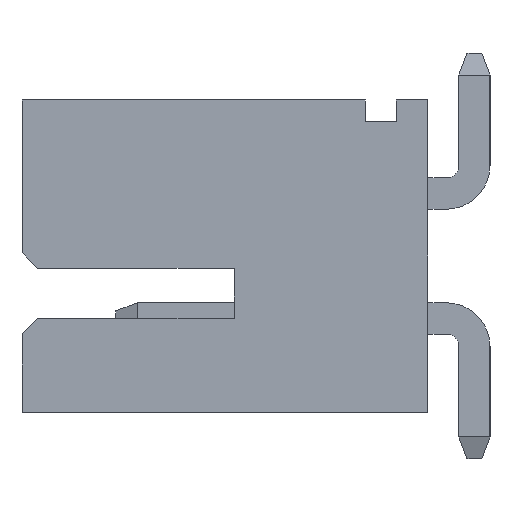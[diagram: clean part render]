
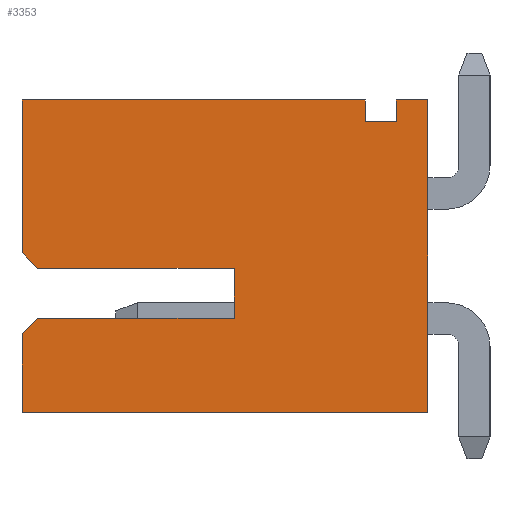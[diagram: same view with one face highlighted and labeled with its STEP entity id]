
A CAD part, left-side view. The second image highlights one B-rep face of the part: STEP entity #3353.
In plain terms, the highlighted planar face has unit normal (-1, 0, 0).
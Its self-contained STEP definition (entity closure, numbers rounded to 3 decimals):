
#355=CARTESIAN_POINT('',(-8.,0.,-5.));
#356=VERTEX_POINT('',#355);
#373=CARTESIAN_POINT('',(-8.,0.,0.));
#374=VERTEX_POINT('',#373);
#381=CARTESIAN_POINT('',(-8.,0.,0.));
#382=DIRECTION('',(0.,0.,-1.));
#383=VECTOR('',#382,5.);
#384=LINE('',#381,#383);
#385=EDGE_CURVE('',#374,#356,#384,.T.);
#1559=CARTESIAN_POINT('',(-8.,6.5,0.));
#1560=VERTEX_POINT('',#1559);
#1567=CARTESIAN_POINT('',(-8.,1.,0.));
#1568=VERTEX_POINT('',#1567);
#1569=CARTESIAN_POINT('',(-8.,6.5,0.));
#1570=DIRECTION('',(0.,-1.,0.));
#1571=VECTOR('',#1570,5.5);
#1572=LINE('',#1569,#1571);
#1573=EDGE_CURVE('',#1560,#1568,#1572,.T.);
#1851=CARTESIAN_POINT('',(-8.,0.5,0.));
#1852=VERTEX_POINT('',#1851);
#1859=CARTESIAN_POINT('',(-8.,0.5,0.));
#1860=DIRECTION('',(0.,-1.,0.));
#1861=VECTOR('',#1860,0.5);
#1862=LINE('',#1859,#1861);
#1863=EDGE_CURVE('',#1852,#374,#1862,.T.);
#2840=CARTESIAN_POINT('',(-8.,6.5,-5.));
#2841=VERTEX_POINT('',#2840);
#2842=CARTESIAN_POINT('',(-8.,0.,-5.));
#2843=DIRECTION('',(0.,1.,0.));
#2844=VECTOR('',#2843,6.5);
#2845=LINE('',#2842,#2844);
#2846=EDGE_CURVE('',#356,#2841,#2845,.T.);
#3119=CARTESIAN_POINT('',(-8.,6.5,-3.75));
#3120=VERTEX_POINT('',#3119);
#3121=CARTESIAN_POINT('',(-8.,6.5,-5.));
#3122=DIRECTION('',(0.,0.,1.));
#3123=VECTOR('',#3122,1.25);
#3124=LINE('',#3121,#3123);
#3125=EDGE_CURVE('',#2841,#3120,#3124,.T.);
#3165=CARTESIAN_POINT('',(-8.,6.5,-2.45));
#3166=VERTEX_POINT('',#3165);
#3173=CARTESIAN_POINT('',(-8.,6.5,-2.45));
#3174=DIRECTION('',(0.,0.,1.));
#3175=VECTOR('',#3174,2.45);
#3176=LINE('',#3173,#3175);
#3177=EDGE_CURVE('',#3166,#1560,#3176,.T.);
#3268=CARTESIAN_POINT('',(-8.,0.5,-0.35));
#3269=VERTEX_POINT('',#3268);
#3276=CARTESIAN_POINT('',(-8.,0.5,-0.35));
#3277=DIRECTION('',(0.,0.,1.));
#3278=VECTOR('',#3277,0.35);
#3279=LINE('',#3276,#3278);
#3280=EDGE_CURVE('',#3269,#1852,#3279,.T.);
#3287=CARTESIAN_POINT('',(-8.,0.,-5.));
#3288=DIRECTION('',(0.,0.,1.));
#3289=DIRECTION('',(-1.,0.,0.));
#3290=AXIS2_PLACEMENT_3D('',#3287,#3289,#3288);
#3291=PLANE('',#3290);
#3292=ORIENTED_EDGE('',*,*,#1863,.F.);
#3293=ORIENTED_EDGE('',*,*,#3280,.F.);
#3294=CARTESIAN_POINT('',(-8.,1.,-0.35));
#3295=VERTEX_POINT('',#3294);
#3296=CARTESIAN_POINT('',(-8.,0.5,-0.35));
#3297=DIRECTION('',(0.,1.,0.));
#3298=VECTOR('',#3297,0.5);
#3299=LINE('',#3296,#3298);
#3300=EDGE_CURVE('',#3269,#3295,#3299,.T.);
#3301=ORIENTED_EDGE('',*,*,#3300,.T.);
#3302=CARTESIAN_POINT('',(-8.,1.,-0.35));
#3303=DIRECTION('',(0.,0.,1.));
#3304=VECTOR('',#3303,0.35);
#3305=LINE('',#3302,#3304);
#3306=EDGE_CURVE('',#3295,#1568,#3305,.T.);
#3307=ORIENTED_EDGE('',*,*,#3306,.T.);
#3308=ORIENTED_EDGE('',*,*,#1573,.F.);
#3309=ORIENTED_EDGE('',*,*,#3177,.F.);
#3310=CARTESIAN_POINT('',(-8.,6.25,-2.7));
#3311=VERTEX_POINT('',#3310);
#3312=CARTESIAN_POINT('',(-8.,6.5,-2.45));
#3313=DIRECTION('',(0.,-0.707,-0.707));
#3314=VECTOR('',#3313,0.354);
#3315=LINE('',#3312,#3314);
#3316=EDGE_CURVE('',#3166,#3311,#3315,.T.);
#3317=ORIENTED_EDGE('',*,*,#3316,.T.);
#3318=CARTESIAN_POINT('',(-8.,3.1,-2.7));
#3319=VERTEX_POINT('',#3318);
#3320=CARTESIAN_POINT('',(-8.,6.25,-2.7));
#3321=DIRECTION('',(0.,-1.,0.));
#3322=VECTOR('',#3321,3.15);
#3323=LINE('',#3320,#3322);
#3324=EDGE_CURVE('',#3311,#3319,#3323,.T.);
#3325=ORIENTED_EDGE('',*,*,#3324,.T.);
#3326=CARTESIAN_POINT('',(-8.,3.1,-3.5));
#3327=VERTEX_POINT('',#3326);
#3328=CARTESIAN_POINT('',(-8.,3.1,-2.7));
#3329=DIRECTION('',(0.,0.,-1.));
#3330=VECTOR('',#3329,0.8);
#3331=LINE('',#3328,#3330);
#3332=EDGE_CURVE('',#3319,#3327,#3331,.T.);
#3333=ORIENTED_EDGE('',*,*,#3332,.T.);
#3334=CARTESIAN_POINT('',(-8.,6.25,-3.5));
#3335=VERTEX_POINT('',#3334);
#3336=CARTESIAN_POINT('',(-8.,3.1,-3.5));
#3337=DIRECTION('',(0.,1.,0.));
#3338=VECTOR('',#3337,3.15);
#3339=LINE('',#3336,#3338);
#3340=EDGE_CURVE('',#3327,#3335,#3339,.T.);
#3341=ORIENTED_EDGE('',*,*,#3340,.T.);
#3342=CARTESIAN_POINT('',(-8.,6.25,-3.5));
#3343=DIRECTION('',(0.,0.707,-0.707));
#3344=VECTOR('',#3343,0.354);
#3345=LINE('',#3342,#3344);
#3346=EDGE_CURVE('',#3335,#3120,#3345,.T.);
#3347=ORIENTED_EDGE('',*,*,#3346,.T.);
#3348=ORIENTED_EDGE('',*,*,#3125,.F.);
#3349=ORIENTED_EDGE('',*,*,#2846,.F.);
#3350=ORIENTED_EDGE('',*,*,#385,.F.);
#3351=EDGE_LOOP('',(#3292,#3293,#3301,#3307,#3308,#3309,#3317,#3325,#3333,#3341,#3347,#3348,#3349,#3350));
#3352=FACE_OUTER_BOUND('',#3351,.T.);
#3353=ADVANCED_FACE('',(#3352),#3291,.T.);
